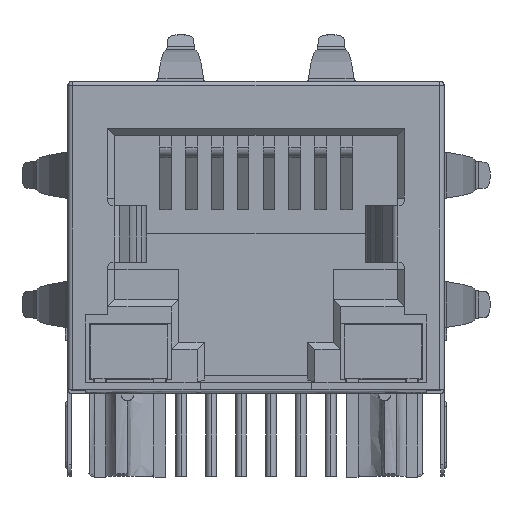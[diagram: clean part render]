
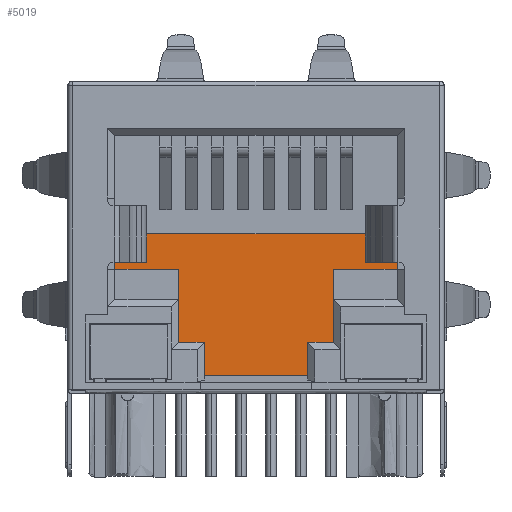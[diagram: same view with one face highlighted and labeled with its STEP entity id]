
A CAD part, front view. The second image highlights one B-rep face of the part: STEP entity #5019.
In plain terms, the highlighted free-form (B-spline) face has degree [1, 1] with [2, 2] control points.
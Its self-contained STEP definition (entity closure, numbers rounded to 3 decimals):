
#3993 = VERTEX_POINT('',#3994);
#3994 = CARTESIAN_POINT('',(-3.3,0.525,
    8.852));
#3999 = EDGE_CURVE('',#3993,#4000,#4002,.T.);
#4000 = VERTEX_POINT('',#4001);
#4001 = CARTESIAN_POINT('',(-3.3,0.525,
    4.352));
#4002 = B_SPLINE_CURVE_WITH_KNOTS('',1,(#4003,#4004),.UNSPECIFIED.,.F.,
  .F.,(2,2),(0.,4.5),.PIECEWISE_BEZIER_KNOTS.);
#4003 = CARTESIAN_POINT('',(-3.3,0.525,
    8.852));
#4004 = CARTESIAN_POINT('',(-3.3,0.525,
    4.352));
#4116 = VERTEX_POINT('',#4117);
#4117 = CARTESIAN_POINT('',(-6.,0.525,
    8.852));
#4122 = EDGE_CURVE('',#4116,#3993,#4123,.T.);
#4123 = B_SPLINE_CURVE_WITH_KNOTS('',1,(#4124,#4125),.UNSPECIFIED.,.F.,
  .F.,(2,2),(0.,2.7),.PIECEWISE_BEZIER_KNOTS.);
#4124 = CARTESIAN_POINT('',(-6.,0.525,
    8.852));
#4125 = CARTESIAN_POINT('',(-3.3,0.525,
    8.852));
#4612 = VERTEX_POINT('',#4613);
#4613 = CARTESIAN_POINT('',(3.3,0.525,8.852
    ));
#4618 = EDGE_CURVE('',#4619,#4612,#4621,.T.);
#4619 = VERTEX_POINT('',#4620);
#4620 = CARTESIAN_POINT('',(6.,0.525,8.852
    ));
#4621 = B_SPLINE_CURVE_WITH_KNOTS('',1,(#4622,#4623),.UNSPECIFIED.,.F.,
  .F.,(2,2),(0.,2.7),.PIECEWISE_BEZIER_KNOTS.);
#4622 = CARTESIAN_POINT('',(6.,0.525,8.852
    ));
#4623 = CARTESIAN_POINT('',(3.3,0.525,8.852
    ));
#4989 = EDGE_CURVE('',#4990,#4619,#4992,.T.);
#4990 = VERTEX_POINT('',#4991);
#4991 = CARTESIAN_POINT('',(6.,0.525,
    10.352));
#4992 = B_SPLINE_CURVE_WITH_KNOTS('',1,(#4993,#4994),.UNSPECIFIED.,.F.,
  .F.,(2,2),(0.,1.5),.PIECEWISE_BEZIER_KNOTS.);
#4993 = CARTESIAN_POINT('',(6.,0.525,
    10.352));
#4994 = CARTESIAN_POINT('',(6.,0.525,8.852
    ));
#5019 = ADVANCED_FACE('',(#5020),#5050,.F.);
#5020 = FACE_BOUND('',#5021,.F.);
#5021 = EDGE_LOOP('',(#5022,#5023,#5030,#5035,#5036,#5037,#5044,#5049));
#5022 = ORIENTED_EDGE('',*,*,#4618,.T.);
#5023 = ORIENTED_EDGE('',*,*,#5024,.F.);
#5024 = EDGE_CURVE('',#5025,#4612,#5027,.T.);
#5025 = VERTEX_POINT('',#5026);
#5026 = CARTESIAN_POINT('',(3.3,0.525,4.352
    ));
#5027 = B_SPLINE_CURVE_WITH_KNOTS('',1,(#5028,#5029),.UNSPECIFIED.,.F.,
  .F.,(2,2),(0.,4.5),.PIECEWISE_BEZIER_KNOTS.);
#5028 = CARTESIAN_POINT('',(3.3,0.525,4.352
    ));
#5029 = CARTESIAN_POINT('',(3.3,0.525,8.852
    ));
#5030 = ORIENTED_EDGE('',*,*,#5031,.F.);
#5031 = EDGE_CURVE('',#4000,#5025,#5032,.T.);
#5032 = B_SPLINE_CURVE_WITH_KNOTS('',1,(#5033,#5034),.UNSPECIFIED.,.F.,
  .F.,(2,2),(0.,6.6),.PIECEWISE_BEZIER_KNOTS.);
#5033 = CARTESIAN_POINT('',(-3.3,0.525,
    4.352));
#5034 = CARTESIAN_POINT('',(3.3,0.525,4.352
    ));
#5035 = ORIENTED_EDGE('',*,*,#3999,.F.);
#5036 = ORIENTED_EDGE('',*,*,#4122,.F.);
#5037 = ORIENTED_EDGE('',*,*,#5038,.F.);
#5038 = EDGE_CURVE('',#5039,#4116,#5041,.T.);
#5039 = VERTEX_POINT('',#5040);
#5040 = CARTESIAN_POINT('',(-6.,0.525,
    10.352));
#5041 = B_SPLINE_CURVE_WITH_KNOTS('',1,(#5042,#5043),.UNSPECIFIED.,.F.,
  .F.,(2,2),(0.,1.5),.PIECEWISE_BEZIER_KNOTS.);
#5042 = CARTESIAN_POINT('',(-6.,0.525,
    10.352));
#5043 = CARTESIAN_POINT('',(-6.,0.525,
    8.852));
#5044 = ORIENTED_EDGE('',*,*,#5045,.T.);
#5045 = EDGE_CURVE('',#5039,#4990,#5046,.T.);
#5046 = B_SPLINE_CURVE_WITH_KNOTS('',1,(#5047,#5048),.UNSPECIFIED.,.F.,
  .F.,(2,2),(0.,12.),.PIECEWISE_BEZIER_KNOTS.);
#5047 = CARTESIAN_POINT('',(-6.,0.525,
    10.352));
#5048 = CARTESIAN_POINT('',(6.,0.525,
    10.352));
#5049 = ORIENTED_EDGE('',*,*,#4989,.T.);
#5050 = B_SPLINE_SURFACE_WITH_KNOTS('',1,1,(
    (#5051,#5052)
    ,(#5053,#5054
    )),.UNSPECIFIED.,.F.,.F.,.F.,(2,2),(2,2),(0.,6.),(0.,12.),
  .PIECEWISE_BEZIER_KNOTS.);
#5051 = CARTESIAN_POINT('',(-6.,0.525,
    4.352));
#5052 = CARTESIAN_POINT('',(6.,0.525,4.352
    ));
#5053 = CARTESIAN_POINT('',(-6.,0.525,
    10.352));
#5054 = CARTESIAN_POINT('',(6.,0.525,
    10.352));
